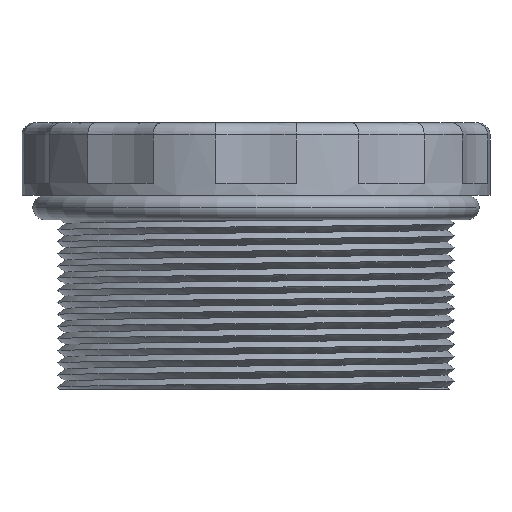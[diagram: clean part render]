
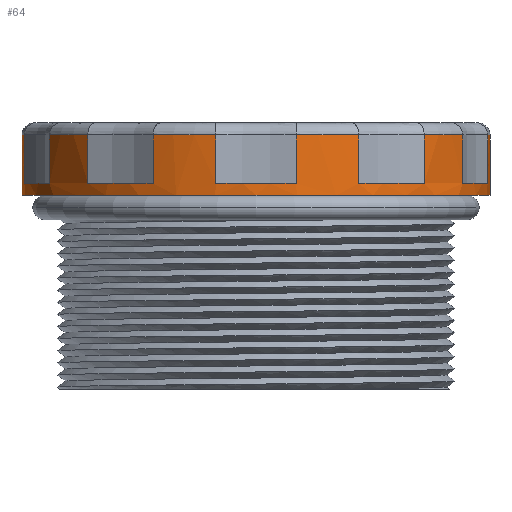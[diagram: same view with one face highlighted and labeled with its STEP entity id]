
A CAD part, left-side view. The second image highlights one B-rep face of the part: STEP entity #64.
In plain terms, the highlighted cylindrical face has radius 29 mm (diameter 58 mm), a partial arc.
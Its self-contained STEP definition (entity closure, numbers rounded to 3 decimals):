
#64=ADVANCED_FACE('',(#175),#176,.T.);
#175=FACE_OUTER_BOUND('',#1144,.T.);
#176=CYLINDRICAL_SURFACE('',#1145,29.0);
#1144=EDGE_LOOP('',(#2593,#2594,#2595,#2596,#2597,#2598,#2599,#2600,#2601,#2602,#2603,#2604,#2605,#2606,#2607,#2608,#2609,#2610,#2611,#2612,#2613,#2614,#2615,#2616));
#1145=AXIS2_PLACEMENT_3D('',#2617,#2618,#2619);
#2593=ORIENTED_EDGE('',*,*,#3229,.T.);
#2594=ORIENTED_EDGE('',*,*,#3230,.T.);
#2595=ORIENTED_EDGE('',*,*,#3231,.F.);
#2596=ORIENTED_EDGE('',*,*,#3232,.F.);
#2597=ORIENTED_EDGE('',*,*,#3233,.T.);
#2598=ORIENTED_EDGE('',*,*,#3234,.T.);
#2599=ORIENTED_EDGE('',*,*,#3235,.F.);
#2600=ORIENTED_EDGE('',*,*,#3236,.F.);
#2601=ORIENTED_EDGE('',*,*,#3237,.T.);
#2602=ORIENTED_EDGE('',*,*,#3238,.T.);
#2603=ORIENTED_EDGE('',*,*,#3239,.F.);
#2604=ORIENTED_EDGE('',*,*,#3240,.F.);
#2605=ORIENTED_EDGE('',*,*,#3241,.F.);
#2606=ORIENTED_EDGE('',*,*,#3242,.T.);
#2607=ORIENTED_EDGE('',*,*,#3243,.T.);
#2608=ORIENTED_EDGE('',*,*,#3244,.F.);
#2609=ORIENTED_EDGE('',*,*,#3245,.T.);
#2610=ORIENTED_EDGE('',*,*,#3246,.T.);
#2611=ORIENTED_EDGE('',*,*,#3247,.F.);
#2612=ORIENTED_EDGE('',*,*,#3248,.F.);
#2613=ORIENTED_EDGE('',*,*,#3249,.T.);
#2614=ORIENTED_EDGE('',*,*,#3250,.T.);
#2615=ORIENTED_EDGE('',*,*,#3251,.F.);
#2616=ORIENTED_EDGE('',*,*,#3228,.F.);
#2617=CARTESIAN_POINT('',(0.0,0.0,13.65));
#2618=DIRECTION('',(-0.0,0.0,1.0));
#2619=DIRECTION('',(0.0,-1.0,0.0));
#3228=EDGE_CURVE('',#3529,#3527,#3531,.T.);
#3229=EDGE_CURVE('',#3529,#3532,#3533,.T.);
#3230=EDGE_CURVE('',#3532,#3534,#3535,.T.);
#3231=EDGE_CURVE('',#3536,#3534,#3537,.T.);
#3232=EDGE_CURVE('',#3538,#3536,#3539,.T.);
#3233=EDGE_CURVE('',#3538,#3540,#3541,.T.);
#3234=EDGE_CURVE('',#3540,#3542,#3543,.T.);
#3235=EDGE_CURVE('',#3544,#3542,#3545,.T.);
#3236=EDGE_CURVE('',#3546,#3544,#3547,.T.);
#3237=EDGE_CURVE('',#3546,#3548,#3549,.T.);
#3238=EDGE_CURVE('',#3548,#3550,#3551,.T.);
#3239=EDGE_CURVE('',#3552,#3550,#3553,.T.);
#3240=EDGE_CURVE('',#3554,#3552,#3555,.T.);
#3241=EDGE_CURVE('',#3556,#3554,#3557,.T.);
#3242=EDGE_CURVE('',#3556,#3558,#3559,.T.);
#3243=EDGE_CURVE('',#3558,#3560,#3561,.T.);
#3244=EDGE_CURVE('',#3562,#3560,#3563,.T.);
#3245=EDGE_CURVE('',#3562,#3564,#3565,.T.);
#3246=EDGE_CURVE('',#3564,#3566,#3567,.T.);
#3247=EDGE_CURVE('',#3568,#3566,#3569,.T.);
#3248=EDGE_CURVE('',#3570,#3568,#3571,.T.);
#3249=EDGE_CURVE('',#3570,#3572,#3573,.T.);
#3250=EDGE_CURVE('',#3572,#3574,#3575,.T.);
#3251=EDGE_CURVE('',#3527,#3574,#3576,.T.);
#3527=VERTEX_POINT('',#4585);
#3529=VERTEX_POINT('',#4594);
#3531=CIRCLE('',#4603,29.0);
#3532=VERTEX_POINT('',#4604);
#3533=LINE('',#4605,#4606);
#3534=VERTEX_POINT('',#4607);
#3535=CIRCLE('',#4608,29.0);
#3536=VERTEX_POINT('',#4609);
#3537=LINE('',#4610,#4611);
#3538=VERTEX_POINT('',#4612);
#3539=CIRCLE('',#4613,29.0);
#3540=VERTEX_POINT('',#4614);
#3541=LINE('',#4615,#4616);
#3542=VERTEX_POINT('',#4617);
#3543=CIRCLE('',#4618,29.0);
#3544=VERTEX_POINT('',#4619);
#3545=LINE('',#4620,#4621);
#3546=VERTEX_POINT('',#4622);
#3547=CIRCLE('',#4623,29.0);
#3548=VERTEX_POINT('',#4624);
#3549=LINE('',#4625,#4626);
#3550=VERTEX_POINT('',#4627);
#3551=CIRCLE('',#4628,29.0);
#3552=VERTEX_POINT('',#4629);
#3553=LINE('',#4630,#4631);
#3554=VERTEX_POINT('',#4632);
#3555=CIRCLE('',#4633,29.0);
#3556=VERTEX_POINT('',#4634);
#3557=LINE('',#4635,#4636);
#3558=VERTEX_POINT('',#4637);
#3559=CIRCLE('',#4638,29.0);
#3560=VERTEX_POINT('',#4639);
#3561=LINE('',#4640,#4641);
#3562=VERTEX_POINT('',#4642);
#3563=CIRCLE('',#4643,29.0);
#3564=VERTEX_POINT('',#4644);
#3565=LINE('',#4645,#4646);
#3566=VERTEX_POINT('',#4647);
#3567=CIRCLE('',#4648,29.0);
#3568=VERTEX_POINT('',#4649);
#3569=LINE('',#4650,#4651);
#3570=VERTEX_POINT('',#4652);
#3571=CIRCLE('',#4653,29.0);
#3572=VERTEX_POINT('',#4654);
#3573=LINE('',#4655,#4656);
#3574=VERTEX_POINT('',#4657);
#3575=CIRCLE('',#4658,29.0);
#3576=LINE('',#4659,#4660);
#4585=CARTESIAN_POINT('',(-26.049,-12.745,10.5));
#4594=CARTESIAN_POINT('',(-28.566,-5.0,10.5));
#4603=AXIS2_PLACEMENT_3D('',#5878,#5879,#5880);
#4604=CARTESIAN_POINT('',(-28.566,-5.0,4.5));
#4605=CARTESIAN_POINT('',(-28.566,-5.0,10.5));
#4606=VECTOR('',#5881,6.0);
#4607=CARTESIAN_POINT('',(-28.566,5.0,4.5));
#4608=AXIS2_PLACEMENT_3D('',#5882,#5883,#5884);
#4609=CARTESIAN_POINT('',(-28.566,5.0,10.5));
#4610=CARTESIAN_POINT('',(-28.566,5.0,10.5));
#4611=VECTOR('',#5885,6.0);
#4612=CARTESIAN_POINT('',(-26.049,12.745,10.5));
#4613=AXIS2_PLACEMENT_3D('',#5886,#5887,#5888);
#4614=CARTESIAN_POINT('',(-26.049,12.745,4.5));
#4615=CARTESIAN_POINT('',(-26.049,12.745,10.5));
#4616=VECTOR('',#5889,6.0);
#4617=CARTESIAN_POINT('',(-20.171,20.836,4.5));
#4618=AXIS2_PLACEMENT_3D('',#5890,#5891,#5892);
#4619=CARTESIAN_POINT('',(-20.171,20.836,10.5));
#4620=CARTESIAN_POINT('',(-20.171,20.836,10.5));
#4621=VECTOR('',#5893,6.0);
#4622=CARTESIAN_POINT('',(-13.583,25.623,10.5));
#4623=AXIS2_PLACEMENT_3D('',#5894,#5895,#5896);
#4624=CARTESIAN_POINT('',(-13.583,25.623,4.5));
#4625=CARTESIAN_POINT('',(-13.583,25.623,10.5));
#4626=VECTOR('',#5897,6.0);
#4627=CARTESIAN_POINT('',(-4.072,28.713,4.5));
#4628=AXIS2_PLACEMENT_3D('',#5898,#5899,#5900);
#4629=CARTESIAN_POINT('',(-4.072,28.713,10.5));
#4630=CARTESIAN_POINT('',(-4.072,28.713,10.5));
#4631=VECTOR('',#5901,6.0);
#4632=CARTESIAN_POINT('',(0.,29.0,10.5));
#4633=AXIS2_PLACEMENT_3D('',#5902,#5903,#5904);
#4634=CARTESIAN_POINT('',(0.0,29.0,3.0));
#4635=CARTESIAN_POINT('',(0.0,29.0,3.0));
#4636=VECTOR('',#5905,7.5);
#4637=CARTESIAN_POINT('',(0.0,-29.0,3.0));
#4638=AXIS2_PLACEMENT_3D('',#5906,#5907,#5908);
#4639=CARTESIAN_POINT('',(0.,-29.0,10.5));
#4640=CARTESIAN_POINT('',(0.0,-29.0,3.0));
#4641=VECTOR('',#5909,7.5);
#4642=CARTESIAN_POINT('',(-4.072,-28.713,10.5));
#4643=AXIS2_PLACEMENT_3D('',#5910,#5911,#5912);
#4644=CARTESIAN_POINT('',(-4.072,-28.713,4.5));
#4645=CARTESIAN_POINT('',(-4.072,-28.713,10.5));
#4646=VECTOR('',#5913,6.0);
#4647=CARTESIAN_POINT('',(-13.583,-25.623,4.5));
#4648=AXIS2_PLACEMENT_3D('',#5914,#5915,#5916);
#4649=CARTESIAN_POINT('',(-13.583,-25.623,10.5));
#4650=CARTESIAN_POINT('',(-13.583,-25.623,10.5));
#4651=VECTOR('',#5917,6.0);
#4652=CARTESIAN_POINT('',(-20.171,-20.836,10.5));
#4653=AXIS2_PLACEMENT_3D('',#5918,#5919,#5920);
#4654=CARTESIAN_POINT('',(-20.171,-20.836,4.5));
#4655=CARTESIAN_POINT('',(-20.171,-20.836,10.5));
#4656=VECTOR('',#5921,6.0);
#4657=CARTESIAN_POINT('',(-26.049,-12.745,4.5));
#4658=AXIS2_PLACEMENT_3D('',#5922,#5923,#5924);
#4659=CARTESIAN_POINT('',(-26.049,-12.745,10.5));
#4660=VECTOR('',#5925,6.0);
#5878=CARTESIAN_POINT('',(0.0,0.0,10.5));
#5879=DIRECTION('',(0.0,0.0,1.0));
#5880=DIRECTION('',(-0.985,-0.172,0.0));
#5881=DIRECTION('',(0.0,0.0,-1.0));
#5882=CARTESIAN_POINT('',(0.0,0.0,4.5));
#5883=DIRECTION('',(-0.0,0.0,-1.0));
#5884=DIRECTION('',(-0.985,-0.172,0.0));
#5885=DIRECTION('',(0.0,0.0,-1.0));
#5886=CARTESIAN_POINT('',(0.0,0.0,10.5));
#5887=DIRECTION('',(0.0,0.0,1.0));
#5888=DIRECTION('',(-0.898,0.439,0.0));
#5889=DIRECTION('',(0.0,0.0,-1.0));
#5890=CARTESIAN_POINT('',(0.0,0.0,4.5));
#5891=DIRECTION('',(0.0,0.0,-1.0));
#5892=DIRECTION('',(-0.898,0.439,0.0));
#5893=DIRECTION('',(0.0,0.0,-1.0));
#5894=CARTESIAN_POINT('',(0.0,0.0,10.5));
#5895=DIRECTION('',(0.0,0.0,1.0));
#5896=DIRECTION('',(-0.468,0.884,0.0));
#5897=DIRECTION('',(0.0,0.0,-1.0));
#5898=CARTESIAN_POINT('',(0.0,0.0,4.5));
#5899=DIRECTION('',(0.0,0.0,-1.0));
#5900=DIRECTION('',(-0.468,0.884,0.0));
#5901=DIRECTION('',(0.0,0.0,-1.0));
#5902=CARTESIAN_POINT('',(0.0,0.0,10.5));
#5903=DIRECTION('',(0.0,-0.0,1.0));
#5904=DIRECTION('',(0.0,1.0,0.0));
#5905=DIRECTION('',(0.,0.0,1.0));
#5906=CARTESIAN_POINT('',(0.0,0.0,3.0));
#5907=DIRECTION('',(0.0,-0.0,1.0));
#5908=DIRECTION('',(0.0,1.0,0.0));
#5909=DIRECTION('',(0.,0.0,1.0));
#5910=CARTESIAN_POINT('',(0.0,0.0,10.5));
#5911=DIRECTION('',(0.0,0.0,1.0));
#5912=DIRECTION('',(-0.14,-0.99,0.0));
#5913=DIRECTION('',(0.0,0.0,-1.0));
#5914=CARTESIAN_POINT('',(0.0,0.0,4.5));
#5915=DIRECTION('',(-0.0,0.0,-1.0));
#5916=DIRECTION('',(-0.14,-0.99,0.0));
#5917=DIRECTION('',(0.0,0.0,-1.0));
#5918=CARTESIAN_POINT('',(0.0,0.0,10.5));
#5919=DIRECTION('',(0.0,0.0,1.0));
#5920=DIRECTION('',(-0.696,-0.718,0.0));
#5921=DIRECTION('',(0.0,0.0,-1.0));
#5922=CARTESIAN_POINT('',(0.0,0.0,4.5));
#5923=DIRECTION('',(-0.0,0.0,-1.0));
#5924=DIRECTION('',(-0.696,-0.718,0.0));
#5925=DIRECTION('',(0.0,0.0,-1.0));
